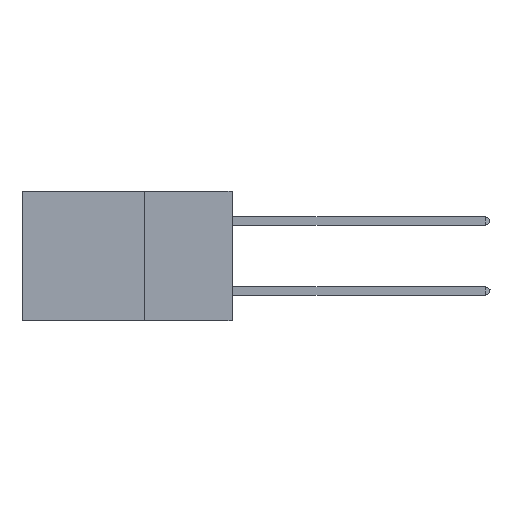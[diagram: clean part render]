
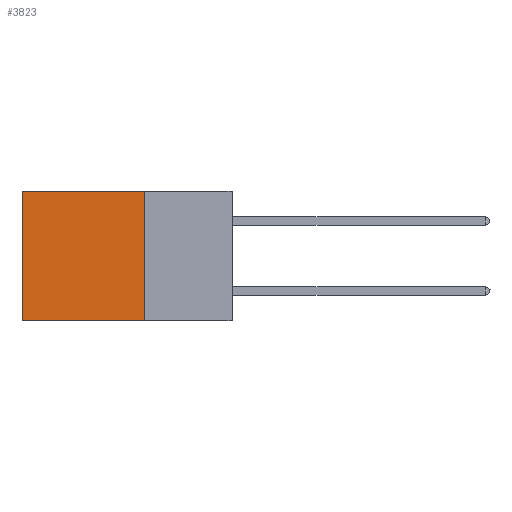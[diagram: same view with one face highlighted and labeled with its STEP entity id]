
A CAD part, left-side view. The second image highlights one B-rep face of the part: STEP entity #3823.
In plain terms, the highlighted planar face has unit normal (-1, 0, 0).
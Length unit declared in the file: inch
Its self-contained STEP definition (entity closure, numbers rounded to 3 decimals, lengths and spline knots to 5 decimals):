
#197 = CARTESIAN_POINT ( 'NONE',  ( 0.2875, 0.25, -0.37 ) ) ;
#683 = DIRECTION ( 'NONE',  ( 0., 0., -1. ) ) ;
#3823 = ADVANCED_FACE ( 'NONE', ( #30094 ), #41862, .F. ) ;
#5914 = LINE ( 'NONE', #14436, #31223 ) ;
#7462 = CARTESIAN_POINT ( 'NONE',  ( 0.2875, 0.25, -0.37 ) ) ;
#8421 = DIRECTION ( 'NONE',  ( 0., 1., 0. ) ) ;
#8880 = LINE ( 'NONE', #38647, #23321 ) ;
#10330 = VERTEX_POINT ( 'NONE', #7462 ) ;
#11440 = VECTOR ( 'NONE', #24070, 39.37008 ) ;
#11789 = AXIS2_PLACEMENT_3D ( 'NONE', #37824, #27879, #21207 ) ;
#12504 = VERTEX_POINT ( 'NONE', #40244 ) ;
#14436 = CARTESIAN_POINT ( 'NONE',  ( 0.2875, 0.25, 0. ) ) ;
#17828 = EDGE_LOOP ( 'NONE', ( #43330, #43566, #31430, #40837 ) ) ;
#19633 = CARTESIAN_POINT ( 'NONE',  ( 0.2875, 0.6, 0. ) ) ;
#21207 = DIRECTION ( 'NONE',  ( 0., 0., -1. ) ) ;
#21259 = CARTESIAN_POINT ( 'NONE',  ( 0.2875, 0.6, 0. ) ) ;
#23321 = VECTOR ( 'NONE', #41623, 39.37008 ) ;
#24070 = DIRECTION ( 'NONE',  ( 0., 1., 0. ) ) ;
#26608 = EDGE_CURVE ( 'NONE', #10330, #36002, #37316, .T. ) ;
#27118 = LINE ( 'NONE', #21259, #28755 ) ;
#27879 = DIRECTION ( 'NONE',  ( 1., 0., 0. ) ) ;
#28755 = VECTOR ( 'NONE', #683, 39.37008 ) ;
#29739 = CARTESIAN_POINT ( 'NONE',  ( 0.2875, 0.6, -0.37 ) ) ;
#30094 = FACE_OUTER_BOUND ( 'NONE', #17828, .T. ) ;
#31223 = VECTOR ( 'NONE', #8421, 39.37008 ) ;
#31430 = ORIENTED_EDGE ( 'NONE', *, *, #41909, .F. ) ;
#33688 = EDGE_CURVE ( 'NONE', #39475, #36002, #27118, .T. ) ;
#36002 = VERTEX_POINT ( 'NONE', #29739 ) ;
#37316 = LINE ( 'NONE', #197, #11440 ) ;
#37824 = CARTESIAN_POINT ( 'NONE',  ( 0.2875, 0.25, 0. ) ) ;
#38647 = CARTESIAN_POINT ( 'NONE',  ( 0.2875, 0.25, 0. ) ) ;
#39475 = VERTEX_POINT ( 'NONE', #19633 ) ;
#40244 = CARTESIAN_POINT ( 'NONE',  ( 0.2875, 0.25, 0. ) ) ;
#40837 = ORIENTED_EDGE ( 'NONE', *, *, #44549, .T. ) ;
#41623 = DIRECTION ( 'NONE',  ( 0., 0., -1. ) ) ;
#41862 = PLANE ( 'NONE',  #11789 ) ;
#41909 = EDGE_CURVE ( 'NONE', #12504, #10330, #8880, .T. ) ;
#43330 = ORIENTED_EDGE ( 'NONE', *, *, #33688, .T. ) ;
#43566 = ORIENTED_EDGE ( 'NONE', *, *, #26608, .F. ) ;
#44549 = EDGE_CURVE ( 'NONE', #12504, #39475, #5914, .T. ) ;
